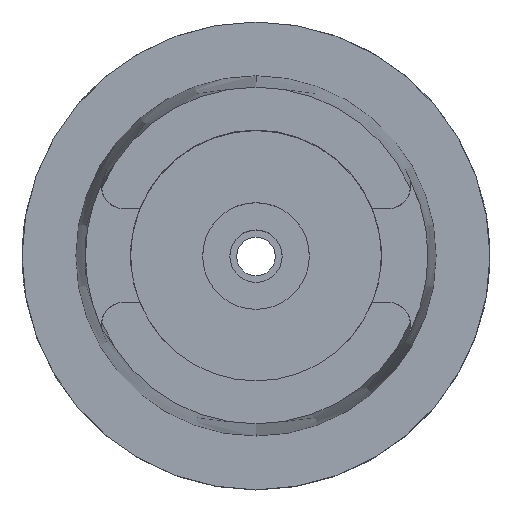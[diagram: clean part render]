
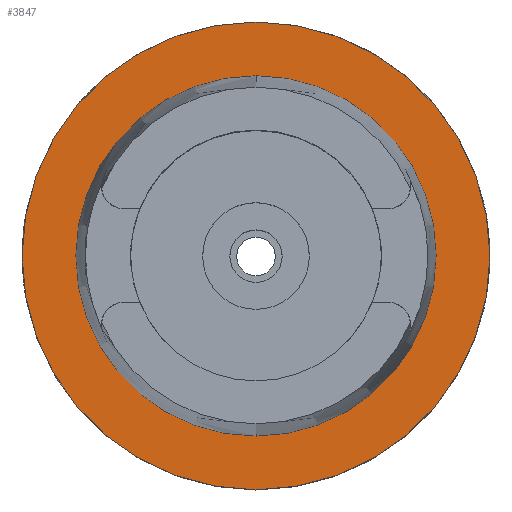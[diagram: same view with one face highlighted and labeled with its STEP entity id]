
A CAD part, top view. The second image highlights one B-rep face of the part: STEP entity #3847.
In plain terms, the highlighted planar face has unit normal (0, 0, 1).
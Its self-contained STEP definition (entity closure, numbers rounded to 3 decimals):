
#1754=CARTESIAN_POINT('',(0.,0.,0.));
#1755=DIRECTION('',(0.,0.,-1.));
#1756=DIRECTION('',(0.,-1.,0.));
#1757=AXIS2_PLACEMENT_3D('',#1754,#1755,#1756);
#1762=CARTESIAN_POINT('',(0.,0.,0.));
#1763=DIRECTION('',(0.,0.,-1.));
#1764=DIRECTION('',(0.,1.,0.));
#1765=AXIS2_PLACEMENT_3D('',#1762,#1763,#1764);
#1770=CARTESIAN_POINT('',(0.,0.,0.));
#1771=DIRECTION('',(0.,0.,1.));
#1772=DIRECTION('',(0.,-1.,0.));
#1773=AXIS2_PLACEMENT_3D('',#1770,#1771,#1772);
#1778=CARTESIAN_POINT('',(0.,0.,0.));
#1779=DIRECTION('',(0.,0.,1.));
#1780=DIRECTION('',(0.,1.,0.));
#1781=AXIS2_PLACEMENT_3D('',#1778,#1779,#1780);
#2198=CARTESIAN_POINT('',(0.,-48.134,0.));
#2199=VERTEX_POINT('',#2198);
#2200=CARTESIAN_POINT('',(0.,48.134,0.));
#2201=VERTEX_POINT('',#2200);
#2452=CARTESIAN_POINT('',(0.,62.5,0.));
#2453=VERTEX_POINT('',#2452);
#2454=CARTESIAN_POINT('',(0.,-62.5,0.));
#2455=VERTEX_POINT('',#2454);
#3834=CARTESIAN_POINT('',(0.,0.,0.));
#3835=DIRECTION('',(0.,0.,-1.));
#3836=DIRECTION('',(0.,-1.,0.));
#3837=AXIS2_PLACEMENT_3D('',#3834,#3835,#3836);
#3838=PLANE('',#3837);
#3839=ORIENTED_EDGE('',*,*,#3593,.T.);
#3840=ORIENTED_EDGE('',*,*,#3711,.T.);
#3841=EDGE_LOOP('',(#3839,#3840));
#3842=FACE_OUTER_BOUND('',#3841,.F.);
#3843=ORIENTED_EDGE('',*,*,#2674,.T.);
#3844=ORIENTED_EDGE('',*,*,#2638,.T.);
#3845=EDGE_LOOP('',(#3843,#3844));
#3846=FACE_BOUND('',#3845,.F.);
#1758=CIRCLE('',#1757,62.5);
#1766=CIRCLE('',#1765,62.5);
#1774=CIRCLE('',#1773,48.134);
#1782=CIRCLE('',#1781,48.134);
#2638=EDGE_CURVE('',#2201,#2199,#1782,.T.);
#2674=EDGE_CURVE('',#2199,#2201,#1774,.T.);
#3593=EDGE_CURVE('',#2455,#2453,#1758,.T.);
#3711=EDGE_CURVE('',#2453,#2455,#1766,.T.);
#3847=ADVANCED_FACE('',(#3842,#3846),#3838,.F.);
